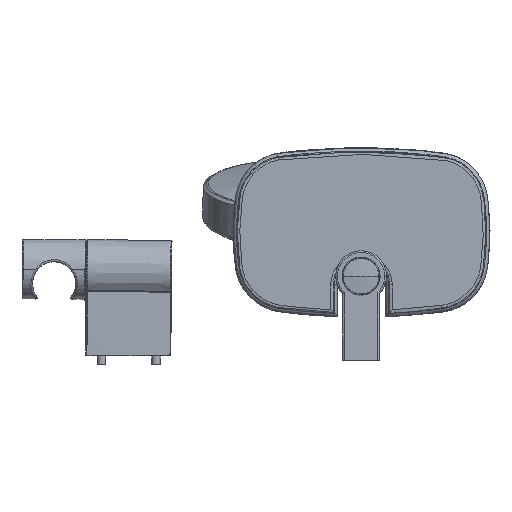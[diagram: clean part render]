
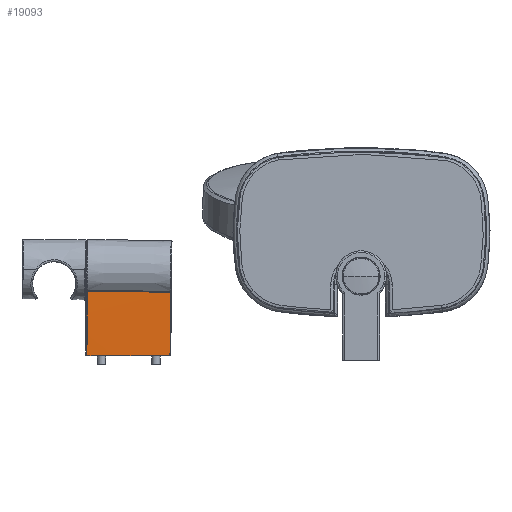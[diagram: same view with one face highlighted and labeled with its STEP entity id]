
A CAD part, front view. The second image highlights one B-rep face of the part: STEP entity #19093.
In plain terms, the highlighted spherical face has radius 2048.5 mm.
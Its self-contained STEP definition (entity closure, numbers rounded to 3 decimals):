
#372 = CARTESIAN_POINT ( 'NONE',  ( -161.783, 2241.409, -8.069 ) ) ;
#1194 = CARTESIAN_POINT ( 'NONE',  ( -153.61, 192.911, -9.013 ) ) ;
#1328 = ORIENTED_EDGE ( 'NONE', *, *, #21675, .T. ) ;
#1438 = VERTEX_POINT ( 'NONE', #9287 ) ;
#1931 = B_SPLINE_CURVE_WITH_KNOTS ( 'NONE', 3,
 ( #12531, #23818, #16321, #5077 ),
 .UNSPECIFIED., .F., .F.,
 ( 4, 4 ),
 ( 0.67, 0.707 ),
 .UNSPECIFIED. ) ;
#2265 = DIRECTION ( 'NONE',  ( 0.009, 0., 1. ) ) ;
#2613 = CIRCLE ( 'NONE', #3900, 2048.127 ) ;
#2782 = CARTESIAN_POINT ( 'NONE',  ( -112.713, 193.511, -9.475 ) ) ;
#3708 = SPHERICAL_SURFACE ( 'NONE', #12862, 2048.5 ) ;
#3900 = AXIS2_PLACEMENT_3D ( 'NONE', #20906, #9651, #22816 ) ;
#5077 = CARTESIAN_POINT ( 'NONE',  ( -112.684, 193.512, -9.475 ) ) ;
#6147 = EDGE_CURVE ( 'NONE', #21793, #9585, #16225, .T. ) ;
#6233 = CIRCLE ( 'NONE', #13229, 2048.5 ) ;
#6330 = CARTESIAN_POINT ( 'NONE',  ( -161.792, 192.909, -9.043 ) ) ;
#6939 = ORIENTED_EDGE ( 'NONE', *, *, #17629, .T. ) ;
#7452 = ORIENTED_EDGE ( 'NONE', *, *, #19776, .T. ) ;
#7495 = ORIENTED_EDGE ( 'NONE', *, *, #21193, .T. ) ;
#7514 = CARTESIAN_POINT ( 'NONE',  ( -162.355, 2241.409, -8.064 ) ) ;
#7747 = CARTESIAN_POINT ( 'NONE',  ( -129.069, 193.163, -9.18 ) ) ;
#8017 = CARTESIAN_POINT ( 'NONE',  ( -112.713, 193.511, -9.475 ) ) ;
#9287 = CARTESIAN_POINT ( 'NONE',  ( -112.684, 193.512, -9.475 ) ) ;
#9585 = VERTEX_POINT ( 'NONE', #22330 ) ;
#9651 = DIRECTION ( 'NONE',  ( 0., 0., 1. ) ) ;
#10228 = CARTESIAN_POINT ( 'NONE',  ( -112.684, 193.512, -9.475 ) ) ;
#10935 = DIRECTION ( 'NONE',  ( -1., 0., 0.009 ) ) ;
#11918 = CARTESIAN_POINT ( 'NONE',  ( -112.713, 193.511, -9.475 ) ) ;
#12531 = CARTESIAN_POINT ( 'NONE',  ( -113.005, 193.877, -47.153 ) ) ;
#12862 = AXIS2_PLACEMENT_3D ( 'NONE', #7514, #16544, #10935 ) ;
#13229 = AXIS2_PLACEMENT_3D ( 'NONE', #372, #13490, #2265 ) ;
#13490 = DIRECTION ( 'NONE',  ( 1., 0., -0.009 ) ) ;
#13669 = FACE_OUTER_BOUND ( 'NONE', #21238, .T. ) ;
#14007 = CARTESIAN_POINT ( 'NONE',  ( -112.704, 193.511, -9.475 ) ) ;
#14118 = VERTEX_POINT ( 'NONE', #15857 ) ;
#14696 = B_SPLINE_CURVE_WITH_KNOTS ( 'NONE', 3,
 ( #10228, #21488, #14007, #2782 ),
 .UNSPECIFIED., .F., .F.,
 ( 4, 4 ),
 ( 0.005, 0.005 ),
 .UNSPECIFIED. ) ;
#15622 = CARTESIAN_POINT ( 'NONE',  ( -120.891, 193.313, -9.305 ) ) ;
#15857 = CARTESIAN_POINT ( 'NONE',  ( -113.005, 193.877, -47.153 ) ) ;
#16225 = B_SPLINE_CURVE_WITH_KNOTS ( 'NONE', 3,
 ( #8017, #15622, #7747, #19887, #1194, #6330 ),
 .UNSPECIFIED., .F., .F.,
 ( 4, 2, 4 ),
 ( 0.008, 0.032, 0.057 ),
 .UNSPECIFIED. ) ;
#16321 = CARTESIAN_POINT ( 'NONE',  ( -112.794, 193.518, -22.035 ) ) ;
#16544 = DIRECTION ( 'NONE',  ( 0.009, 0., 1. ) ) ;
#17629 = EDGE_CURVE ( 'NONE', #9585, #19464, #6233, .T. ) ;
#19093 = ADVANCED_FACE ( 'NONE', ( #13669 ), #3708, .T. ) ;
#19464 = VERTEX_POINT ( 'NONE', #23926 ) ;
#19776 = EDGE_CURVE ( 'NONE', #14118, #1438, #1931, .T. ) ;
#19887 = CARTESIAN_POINT ( 'NONE',  ( -145.428, 192.963, -9.034 ) ) ;
#20906 = CARTESIAN_POINT ( 'NONE',  ( -162.355, 2241.409, -47.153 ) ) ;
#20929 = ORIENTED_EDGE ( 'NONE', *, *, #6147, .T. ) ;
#21193 = EDGE_CURVE ( 'NONE', #1438, #21793, #14696, .T. ) ;
#21238 = EDGE_LOOP ( 'NONE', ( #6939, #1328, #7452, #7495, #20929 ) ) ;
#21488 = CARTESIAN_POINT ( 'NONE',  ( -112.694, 193.511, -9.475 ) ) ;
#21675 = EDGE_CURVE ( 'NONE', #19464, #14118, #2613, .T. ) ;
#21793 = VERTEX_POINT ( 'NONE', #11918 ) ;
#22330 = CARTESIAN_POINT ( 'NONE',  ( -161.792, 192.909, -9.043 ) ) ;
#22816 = DIRECTION ( 'NONE',  ( -1., 0., 0. ) ) ;
#23818 = CARTESIAN_POINT ( 'NONE',  ( -112.901, 193.639, -34.595 ) ) ;
#23926 = CARTESIAN_POINT ( 'NONE',  ( -162.124, 193.282, -47.153 ) ) ;
